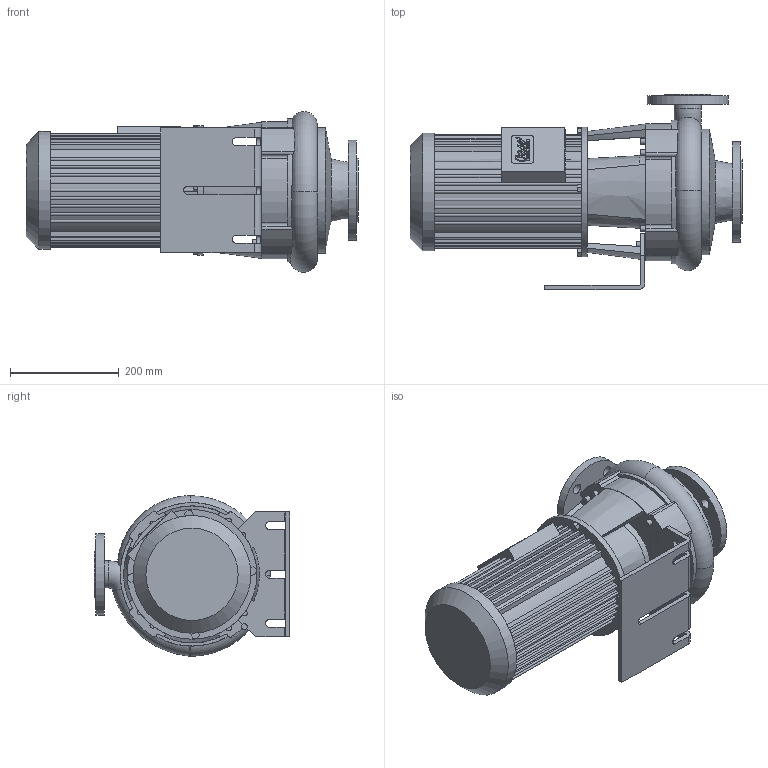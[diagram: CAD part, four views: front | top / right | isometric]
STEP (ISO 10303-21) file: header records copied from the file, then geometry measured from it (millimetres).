
FILE_DESCRIPTION(/* description */ (''),/* implementation_level */ '2;1');
FILE_NAME(/* name */ '45305_krp.stp',/* time_stamp */ '2016-06-17T10:40:17+02:00',/* author */ ('guzb562'),/* organization */ (''),/* preprocessor_version */ 'ST-DEVELOPER v16.1',/* originating_system */ 'Autodesk Inventor 2016',/* authorisation */ '');
FILE_SCHEMA (('AUTOMOTIVE_DESIGN { 1 0 10303 214 3 1 1 }'));
Length unit declared in the file: millimetre
Products named in the file (1): 45305_krp
Bounding box: 612 x 360 x 295.93 mm (x, y, z)
Volume: 19952971.6 mm3; surface area: 1104142.3 mm2
Topology: 1 solids, 1 shells, 580 faces, 1609 edges, 1070 vertices
Faces by surface type: plane 289, cylinder 179, bspline 98, torus 10, cone 4
Full cylindrical faces by diameter (mm): 10 x1, 10.431 x10, 19 x8, 44.5 x1, 50 x1, 76.1 x1, 84 x1, 118 x1, 133.764 x1, 150 x1, 185 x1, 217 x1, 231.63 x2, 239.052 x1, 264.501 x1
Entity records: 20051 total; most frequent: CARTESIAN_POINT 5724, ORIENTED_EDGE 3126, DIRECTION 2621, EDGE_CURVE 1563, VERTEX_POINT 1062, LINE 955, VECTOR 955, AXIS2_PLACEMENT_3D 833
